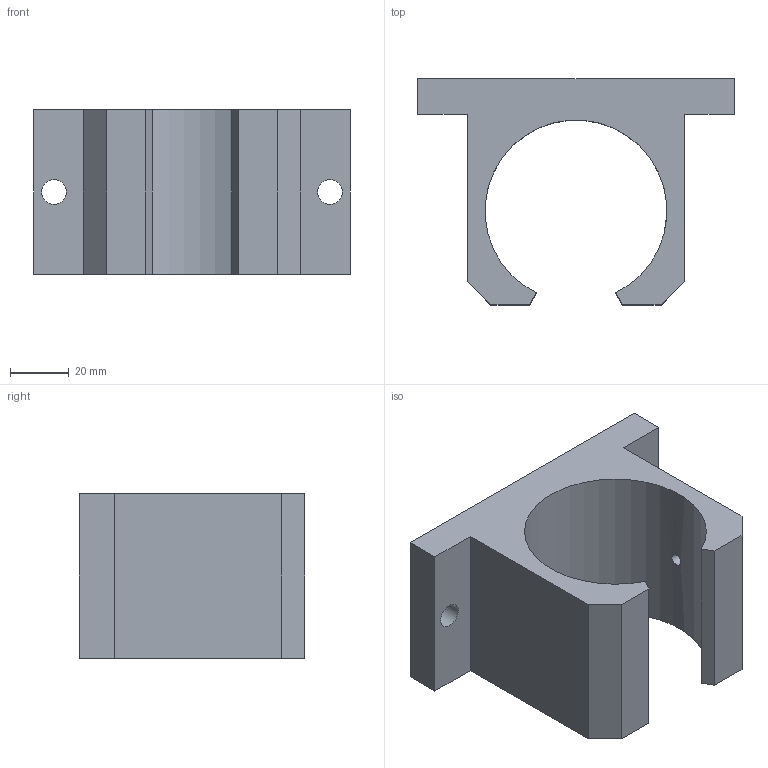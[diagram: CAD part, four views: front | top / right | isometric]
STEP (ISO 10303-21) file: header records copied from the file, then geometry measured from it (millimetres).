
FILE_DESCRIPTION( ( 'STEP AP214' ), '1' );
FILE_NAME( 'ALGS-OP-40_2_14a.stp', ' ', ( ' ' ), ( ' ' ), 'PSStep 15.0.47', 'PARTsolutions', ' ' );
FILE_SCHEMA( ( 'AUTOMOTIVE_DESIGN { 1 0 10303 214 1 1 1 1 }' ) );
Length unit declared in the file: millimetre
Products named in the file (1): HI_ALGS-OP-40
Bounding box: 108 x 77 x 56 mm (x, y, z)
Volume: 164291.1 mm3; surface area: 34669.6 mm2
Topology: 1 solids, 1 shells, 20 faces, 53 edges, 35 vertices
Faces by surface type: plane 15, cylinder 4, cone 1
Full cylindrical faces by diameter (mm): 4.134 x1, 8.4 x2
Entity records: 840 total; most frequent: CARTESIAN_POINT 162, DIRECTION 98, ORIENTED_EDGE 98, EDGE_CURVE 49, LINE 40, VECTOR 40, VERTEX_POINT 35, EDGE_LOOP 30
